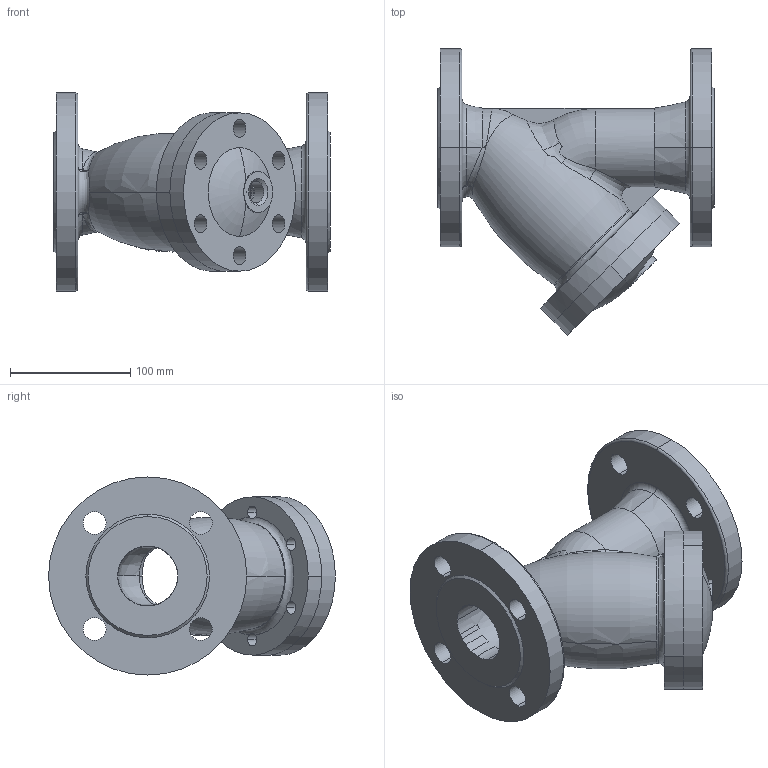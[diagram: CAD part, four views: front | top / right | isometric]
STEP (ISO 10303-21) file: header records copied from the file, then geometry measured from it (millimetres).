
FILE_DESCRIPTION (( 'STEP AP203' ), '1' );
FILE_NAME ('50蚾饜极.STEP', '2023-04-10T00:14:10', ( '' ), ( '' ), 'SwSTEP 2.0', 'SolidWorks 2023', '' );
FILE_SCHEMA (( 'CONFIG_CONTROL_DESIGN' ));
Length unit declared in the file: millimetre
Products named in the file (3): 50阀体 - 副本; 50装配体; 50阀盖
Assembly tree (2 placements, depth 2):
  50装配体
    50阀体 - 副本
    50阀盖
Bounding box: 230 x 238.77 x 165 mm (x, y, z)
Volume: 1502000.9 mm3; surface area: 283810.1 mm2
Topology: 2 solids, 2 shells, 343 faces, 941 edges, 621 vertices
Faces by surface type: bspline 108, cylinder 92, plane 75, torus 53, cone 13, sphere 2
Entity records: 24614 total; most frequent: CARTESIAN_POINT 16487, ORIENTED_EDGE 1878, DIRECTION 1244, EDGE_CURVE 939, VERTEX_POINT 621, AXIS2_PLACEMENT_3D 523, B_SPLINE_CURVE_WITH_KNOTS 451, EDGE_LOOP 410
